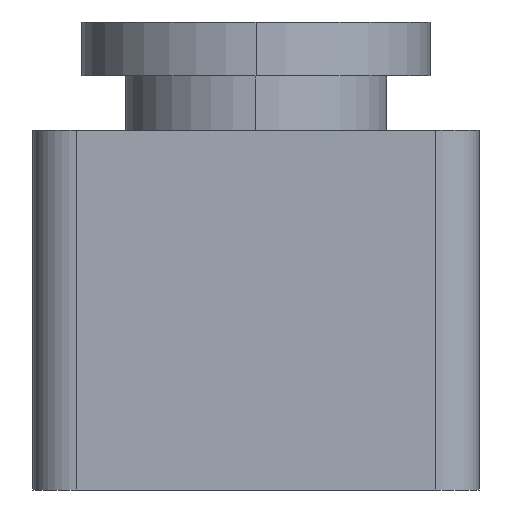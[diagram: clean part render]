
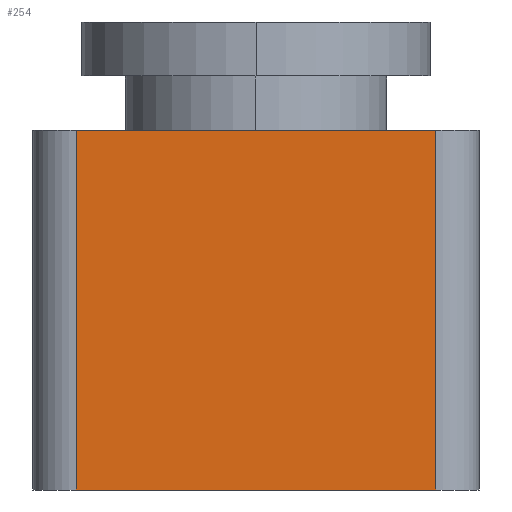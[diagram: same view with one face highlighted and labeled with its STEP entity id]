
A CAD part, left-side view. The second image highlights one B-rep face of the part: STEP entity #254.
In plain terms, the highlighted planar face has unit normal (-1, 0, 0).
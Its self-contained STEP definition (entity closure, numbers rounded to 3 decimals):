
#1=CARTESIAN_POINT('POINT1',(-8.25,4.125,-4.13));
#2=VERTEX_POINT('VERTEX1',#1);
#54=CARTESIAN_POINT('POINT8',(-8.25,-4.125,-4.13));
#55=VERTEX_POINT('VERTEX8',#54);
#63=CARTESIAN_POINT('POS8',(-8.25,4.125,-4.13));
#64=DIRECTION('DIR12',(0.,1.,0.));
#65=VECTOR('VEC4',#64,1.);
#66=LINE('STRAIGHT4',#63,#65);
#67=EDGE_CURVE('EDGE8',#55,#2,#66,.T.);
#208=CARTESIAN_POINT('POINT15',(-8.25,-4.125,4.13));
#209=VERTEX_POINT('VERTEX15',#208);
#217=CARTESIAN_POINT('POS27',(-8.25,-4.125,-4.13));
#218=DIRECTION('DIR40',(0.,0.,-1.));
#219=VECTOR('VEC14',#218,1.);
#220=LINE('STRAIGHT14',#217,#219);
#221=EDGE_CURVE('EDGE21',#209,#55,#220,.T.);
#231=ORIENTED_EDGE('COEDGE33',*,*,#67,.F.);
#232=ORIENTED_EDGE('COEDGE34',*,*,#221,.F.);
#233=CARTESIAN_POINT('POINT16',(-8.25,4.125,4.13));
#234=VERTEX_POINT('VERTEX16',#233);
#235=CARTESIAN_POINT('POS29',(-8.25,4.125,4.13));
#236=DIRECTION('DIR43',(0.,1.,0.));
#237=VECTOR('VEC15',#236,1.);
#238=LINE('STRAIGHT15',#235,#237);
#239=EDGE_CURVE('EDGE22',#209,#234,#238,.T.);
#240=ORIENTED_EDGE('COEDGE35',*,*,#239,.T.);
#241=CARTESIAN_POINT('POS30',(-8.25,4.125,-4.13));
#242=DIRECTION('DIR44',(0.,0.,-1.));
#243=VECTOR('VEC16',#242,1.);
#244=LINE('STRAIGHT16',#241,#243);
#245=EDGE_CURVE('EDGE23',#234,#2,#244,.T.);
#246=ORIENTED_EDGE('COEDGE36',*,*,#245,.T.);
#247=EDGE_LOOP('NONE',(#231,#232,#240,#246));
#248=FACE_BOUND('LOOP1',#247,.T.);
#249=CARTESIAN_POINT('POS31',(-8.25,4.125,-4.13));
#250=DIRECTION('DIR45',(-1.,0.,0.));
#251=DIRECTION('DIR46',(0.,1.,0.));
#252=AXIS2_PLACEMENT_3D('AXIS15',#249,#250,#251);
#253=PLANE('PLANE5',#252);
#254=ADVANCED_FACE('FACE8',(#248),#253,.T.);
